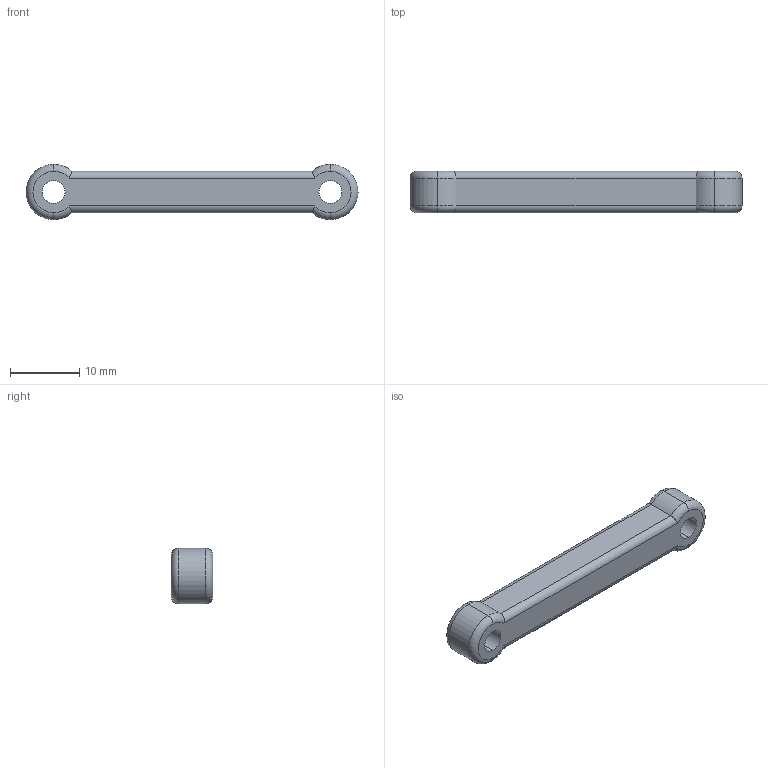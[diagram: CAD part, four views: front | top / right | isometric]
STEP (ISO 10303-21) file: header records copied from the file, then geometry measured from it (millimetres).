
FILE_DESCRIPTION (( 'STEP AP203' ), '1' );
FILE_NAME ('Pivot Arm B_Predeterminado_sldprt.STEP', '2024-02-29T15:20:21', ( '' ), ( '' ), 'SwSTEP 2.0', 'SolidWorks 2022', '' );
FILE_SCHEMA (( 'CONFIG_CONTROL_DESIGN' ));
Length unit declared in the file: millimetre
Products named in the file (1): Pivot Arm B_Predeterminado_sldprt
Bounding box: 48 x 6 x 8 mm (x, y, z)
Volume: 1637.5 mm3; surface area: 1230 mm2
Topology: 1 solids, 1 shells, 30 faces, 68 edges, 40 vertices
Faces by surface type: cylinder 14, torus 12, plane 4
Entity records: 985 total; most frequent: CARTESIAN_POINT 211, DIRECTION 162, ORIENTED_EDGE 136, AXIS2_PLACEMENT_3D 71, EDGE_CURVE 68, VERTEX_POINT 40, CIRCLE 40, EDGE_LOOP 34
